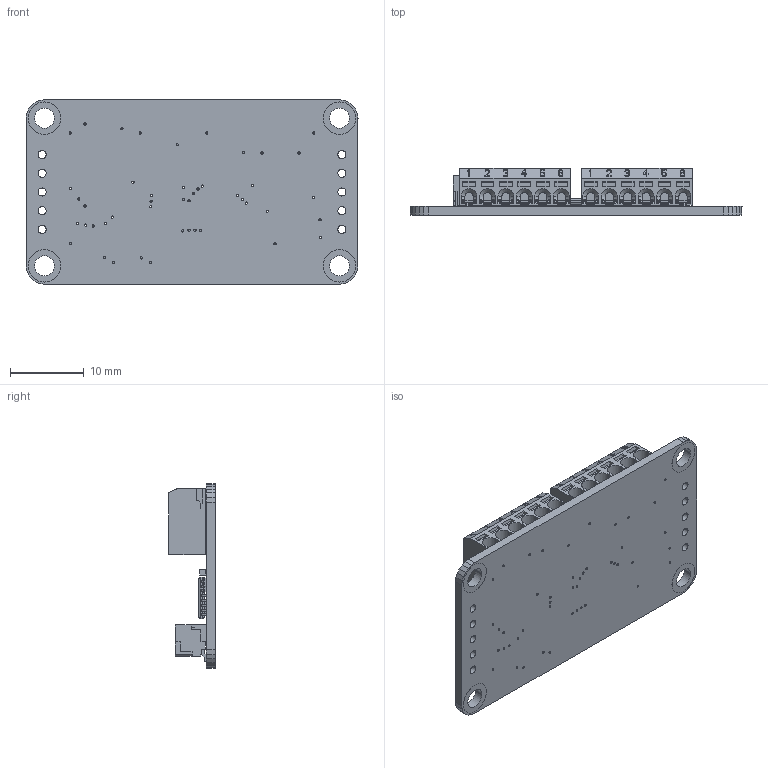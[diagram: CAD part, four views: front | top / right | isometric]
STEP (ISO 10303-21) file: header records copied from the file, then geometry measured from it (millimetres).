
FILE_DESCRIPTION (( 'STEP AP214' ), '1' );
FILE_NAME ('NSE-1147-1.step', '2020-11-24T23:16:04', ( '' ), ( '' ), 'SwSTEP 2.0', 'SolidWorks 2016', '' );
FILE_SCHEMA (( 'AUTOMOTIVE_DESIGN' ));
Length unit declared in the file: millimetre
Products named in the file (8): NSE-1147-1; Board_NSE-1147-1; rescax-8_1x2x0.5; tssop-16; AVX-00-9276-006; Assem8^NSE-1147-1; CON-1012-8; cap_0603
Assembly tree (11 placements, depth 3):
  NSE-1147-1
    Assem8^NSE-1147-1
      Board_NSE-1147-1
      cap_0603
      AVX-00-9276-006  x2
      CON-1012-8
      rescax-8_1x2x0.5  x4
      tssop-16
Bounding box: 45 x 6.33 x 25 mm (x, y, z)
Volume: 2679.6 mm3; surface area: 4385.4 mm2
Topology: 26 solids, 26 shells, 2567 faces, 7025 edges, 4567 vertices
Faces by surface type: plane 2157, cylinder 304, cone 58, bspline 48
Entity records: 53713 total; most frequent: CARTESIAN_POINT 9768, ORIENTED_EDGE 8150, DIRECTION 7167, EDGE_CURVE 4075, VECTOR 3399, LINE 3399, VERTEX_POINT 2669, AXIS2_PLACEMENT_3D 1884
